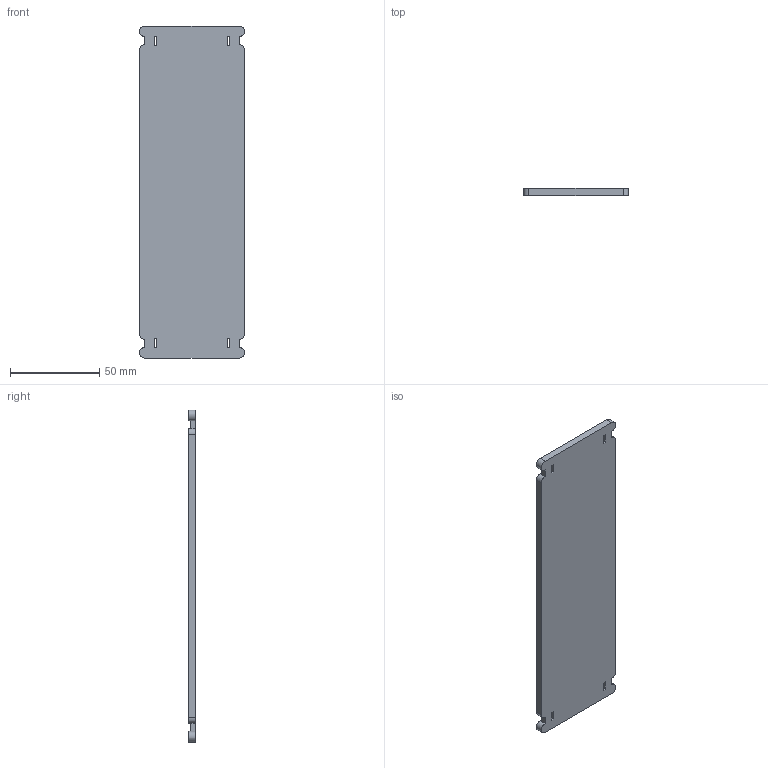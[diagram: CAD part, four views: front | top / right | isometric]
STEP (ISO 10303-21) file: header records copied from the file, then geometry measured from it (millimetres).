
FILE_DESCRIPTION((''),'2;1');
FILE_NAME('PTYPE2WITHFITTINGHOOKS180218','2018-02-21T16:02:40',('steersteer'),(''),'CREO PARAMETRIC BY PTC INC, 2017260','CREO PARAMETRIC BY PTC INC, 2017260','');
FILE_SCHEMA(('CONFIG_CONTROL_DESIGN'));
Length unit declared in the file: millimetre
Products named in the file (1): PTYPE2WITHFITTINGHOOKS180218
Bounding box: 59 x 4 x 186 mm (x, y, z)
Volume: 42887.7 mm3; surface area: 24103.5 mm2
Topology: 1 solids, 1 shells, 58 faces, 172 edges, 112 vertices
Faces by surface type: plane 46, cylinder 12
Entity records: 1970 total; most frequent: ORIENTED_EDGE 344, CARTESIAN_POINT 342, DIRECTION 312, EDGE_CURVE 172, VECTOR 148, LINE 148, VERTEX_POINT 112, AXIS2_PLACEMENT_3D 82
